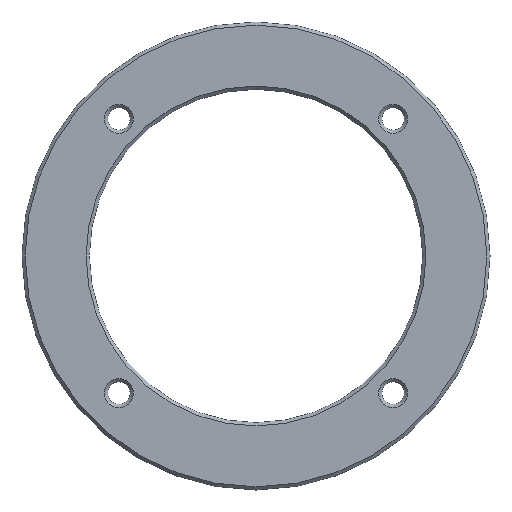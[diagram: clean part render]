
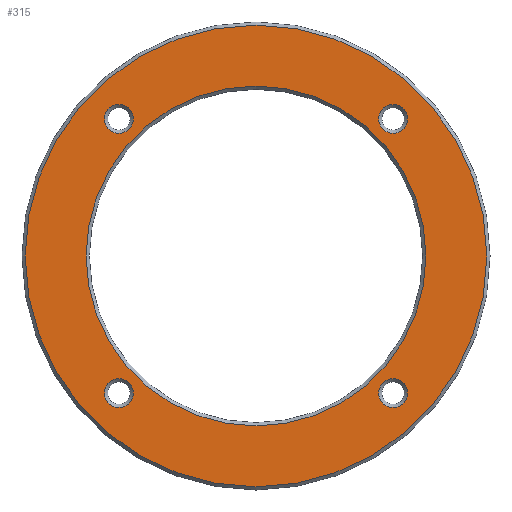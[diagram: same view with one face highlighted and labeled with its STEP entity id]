
A CAD part, front view. The second image highlights one B-rep face of the part: STEP entity #315.
In plain terms, the highlighted planar face has unit normal (0, -1, 0).
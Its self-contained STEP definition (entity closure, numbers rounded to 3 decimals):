
#26=FACE_BOUND('',#69,.T.);
#27=FACE_BOUND('',#70,.T.);
#28=FACE_BOUND('',#71,.T.);
#29=FACE_BOUND('',#72,.T.);
#30=FACE_BOUND('',#73,.T.);
#32=PLANE('',#364);
#43=FACE_OUTER_BOUND('',#68,.T.);
#68=EDGE_LOOP('',(#251));
#69=EDGE_LOOP('',(#252));
#70=EDGE_LOOP('',(#253));
#71=EDGE_LOOP('',(#254));
#72=EDGE_LOOP('',(#255));
#73=EDGE_LOOP('',(#256));
#133=CIRCLE('',#363,2.25);
#134=CIRCLE('',#365,36.);
#135=CIRCLE('',#366,2.25);
#136=CIRCLE('',#367,2.25);
#137=CIRCLE('',#368,26.5);
#138=CIRCLE('',#369,2.25);
#157=VERTEX_POINT('',#538);
#158=VERTEX_POINT('',#542);
#159=VERTEX_POINT('',#544);
#160=VERTEX_POINT('',#546);
#161=VERTEX_POINT('',#548);
#162=VERTEX_POINT('',#550);
#189=EDGE_CURVE('',#157,#157,#133,.T.);
#191=EDGE_CURVE('',#158,#158,#134,.T.);
#192=EDGE_CURVE('',#159,#159,#135,.T.);
#193=EDGE_CURVE('',#160,#160,#136,.T.);
#194=EDGE_CURVE('',#161,#161,#137,.T.);
#195=EDGE_CURVE('',#162,#162,#138,.T.);
#251=ORIENTED_EDGE('',*,*,#191,.F.);
#252=ORIENTED_EDGE('',*,*,#192,.F.);
#253=ORIENTED_EDGE('',*,*,#193,.F.);
#254=ORIENTED_EDGE('',*,*,#194,.F.);
#255=ORIENTED_EDGE('',*,*,#195,.F.);
#256=ORIENTED_EDGE('',*,*,#189,.F.);
#315=ADVANCED_FACE('',(#43,#26,#27,#28,#29,#30),#32,.T.);
#363=AXIS2_PLACEMENT_3D('',#539,#441,#442);
#364=AXIS2_PLACEMENT_3D('',#541,#444,#445);
#365=AXIS2_PLACEMENT_3D('',#543,#446,#447);
#366=AXIS2_PLACEMENT_3D('',#545,#448,#449);
#367=AXIS2_PLACEMENT_3D('',#547,#450,#451);
#368=AXIS2_PLACEMENT_3D('',#549,#452,#453);
#369=AXIS2_PLACEMENT_3D('',#551,#454,#455);
#441=DIRECTION('center_axis',(0.,-1.,0.));
#442=DIRECTION('ref_axis',(1.,0.,0.));
#444=DIRECTION('center_axis',(0.,-1.,0.));
#445=DIRECTION('ref_axis',(1.,0.,0.));
#446=DIRECTION('center_axis',(0.,1.,0.));
#447=DIRECTION('ref_axis',(1.,0.,0.));
#448=DIRECTION('center_axis',(0.,-1.,0.));
#449=DIRECTION('ref_axis',(1.,0.,0.));
#450=DIRECTION('center_axis',(0.,-1.,0.));
#451=DIRECTION('ref_axis',(1.,0.,0.));
#452=DIRECTION('center_axis',(0.,-1.,0.));
#453=DIRECTION('ref_axis',(1.,0.,0.));
#454=DIRECTION('center_axis',(0.,-1.,0.));
#455=DIRECTION('ref_axis',(1.,0.,0.));
#538=CARTESIAN_POINT('',(-23.64,-68.3,555.11));
#539=CARTESIAN_POINT('Origin',(-21.39,-68.3,555.11));
#541=CARTESIAN_POINT('Origin',(0.,-68.3,576.5));
#542=CARTESIAN_POINT('',(-36.,-68.3,576.5));
#543=CARTESIAN_POINT('Origin',(0.,-68.3,576.5));
#544=CARTESIAN_POINT('',(19.14,-68.3,555.11));
#545=CARTESIAN_POINT('Origin',(21.39,-68.3,555.11));
#546=CARTESIAN_POINT('',(-23.64,-68.3,597.89));
#547=CARTESIAN_POINT('Origin',(-21.39,-68.3,597.89));
#548=CARTESIAN_POINT('',(-26.5,-68.3,576.5));
#549=CARTESIAN_POINT('Origin',(0.,-68.3,576.5));
#550=CARTESIAN_POINT('',(19.14,-68.3,597.89));
#551=CARTESIAN_POINT('Origin',(21.39,-68.3,597.89));
